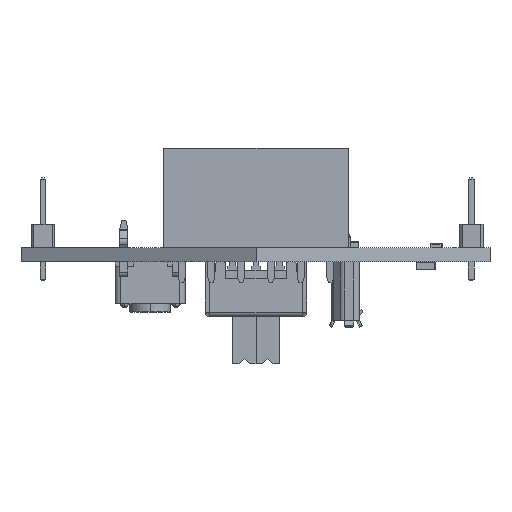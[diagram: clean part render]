
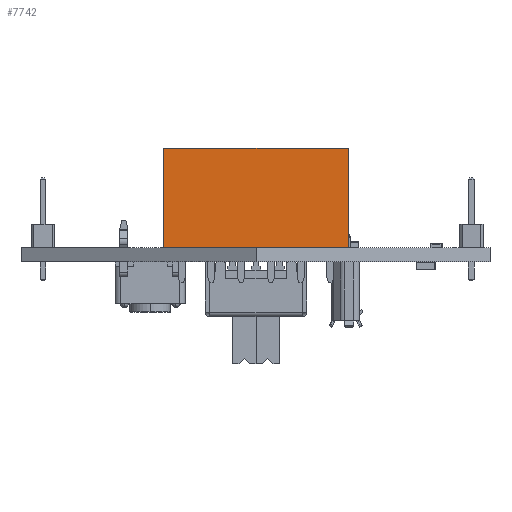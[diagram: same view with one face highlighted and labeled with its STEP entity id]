
A CAD part, front view. The second image highlights one B-rep face of the part: STEP entity #7742.
In plain terms, the highlighted face is planar.
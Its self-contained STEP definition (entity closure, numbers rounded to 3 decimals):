
#5519 = VERTEX_POINT('',#5520);
#5520 = CARTESIAN_POINT('',(-7.87,8.5,2.5));
#5526 = EDGE_CURVE('',#5519,#5527,#5529,.T.);
#5527 = VERTEX_POINT('',#5528);
#5528 = CARTESIAN_POINT('',(-7.87,0.,2.5));
#5529 = LINE('',#5530,#5531);
#5530 = CARTESIAN_POINT('',(-7.87,8.5,2.5));
#5531 = VECTOR('',#5532,1.);
#5532 = DIRECTION('',(0.,-1.,0.));
#7665 = VERTEX_POINT('',#7666);
#7666 = CARTESIAN_POINT('',(7.87,0.,2.5));
#7672 = EDGE_CURVE('',#7673,#7665,#7675,.T.);
#7673 = VERTEX_POINT('',#7674);
#7674 = CARTESIAN_POINT('',(7.87,8.5,2.5));
#7675 = LINE('',#7676,#7677);
#7676 = CARTESIAN_POINT('',(7.87,8.5,2.5));
#7677 = VECTOR('',#7678,1.);
#7678 = DIRECTION('',(0.,-1.,0.));
#7714 = EDGE_CURVE('',#5527,#7665,#7715,.T.);
#7715 = LINE('',#7716,#7717);
#7716 = CARTESIAN_POINT('',(-7.87,0.,2.5));
#7717 = VECTOR('',#7718,1.);
#7718 = DIRECTION('',(1.,0.,0.));
#7742 = ADVANCED_FACE('',(#7743),#7754,.T.);
#7743 = FACE_BOUND('',#7744,.F.);
#7744 = EDGE_LOOP('',(#7745,#7746,#7752,#7753));
#7745 = ORIENTED_EDGE('',*,*,#5526,.F.);
#7746 = ORIENTED_EDGE('',*,*,#7747,.T.);
#7747 = EDGE_CURVE('',#5519,#7673,#7748,.T.);
#7748 = LINE('',#7749,#7750);
#7749 = CARTESIAN_POINT('',(-7.87,8.5,2.5));
#7750 = VECTOR('',#7751,1.);
#7751 = DIRECTION('',(1.,0.,0.));
#7752 = ORIENTED_EDGE('',*,*,#7672,.T.);
#7753 = ORIENTED_EDGE('',*,*,#7714,.F.);
#7754 = PLANE('',#7755);
#7755 = AXIS2_PLACEMENT_3D('',#7756,#7757,#7758);
#7756 = CARTESIAN_POINT('',(-7.87,8.5,2.5));
#7757 = DIRECTION('',(0.,0.,1.));
#7758 = DIRECTION('',(0.,-1.,0.));
